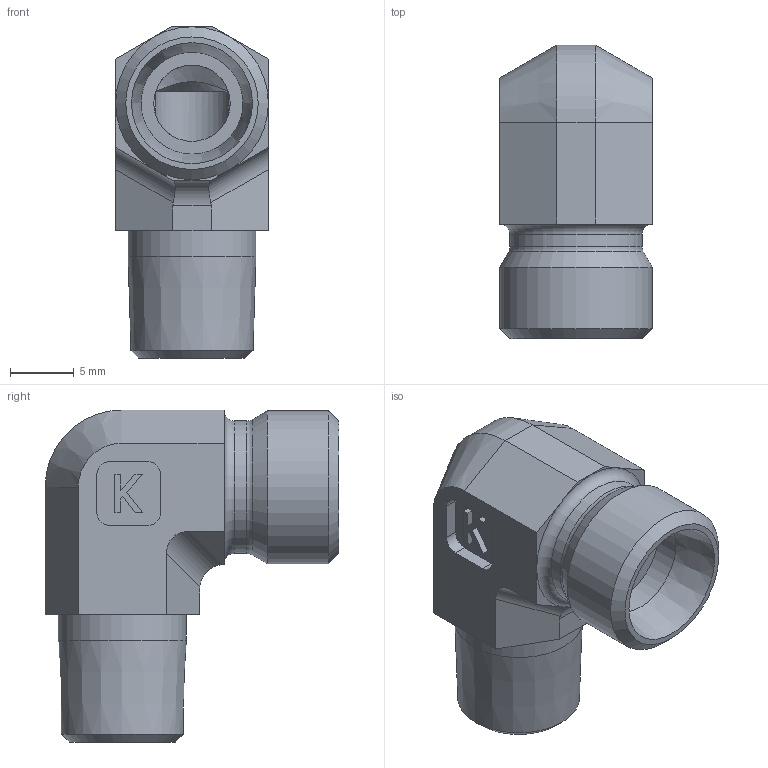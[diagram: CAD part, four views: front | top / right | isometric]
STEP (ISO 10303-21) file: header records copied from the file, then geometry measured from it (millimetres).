
FILE_DESCRIPTION((''),'2;1');
FILE_NAME('23001081812.stp','2014-08-27T10:37:27',(''),('KNOMI spol. s r. o.'),'Autodesk Inventor 2012','Autodesk Inventor 2012','');
FILE_SCHEMA(('AUTOMOTIVE_DESIGN { 1 2 10303 214 0 1 1 1 }'));
Length unit declared in the file: millimetre
Products named in the file (1): LHCR1 8LLRkuž R1/8/M12x1
Bounding box: 12 x 23.06 x 26.06 mm (x, y, z)
Volume: 2610.1 mm3; surface area: 2237 mm2
Topology: 1 solids, 1 shells, 75 faces, 176 edges, 107 vertices
Faces by surface type: plane 41, cylinder 18, cone 14, torus 2
Full cylindrical faces by diameter (mm): 6 x2, 8 x1, 10.041 x1, 10.4 x1, 12 x1
Entity records: 2089 total; most frequent: CARTESIAN_POINT 388, DIRECTION 361, ORIENTED_EDGE 318, EDGE_CURVE 159, AXIS2_PLACEMENT_3D 131, VERTEX_POINT 104, VECTOR 99, LINE 99
